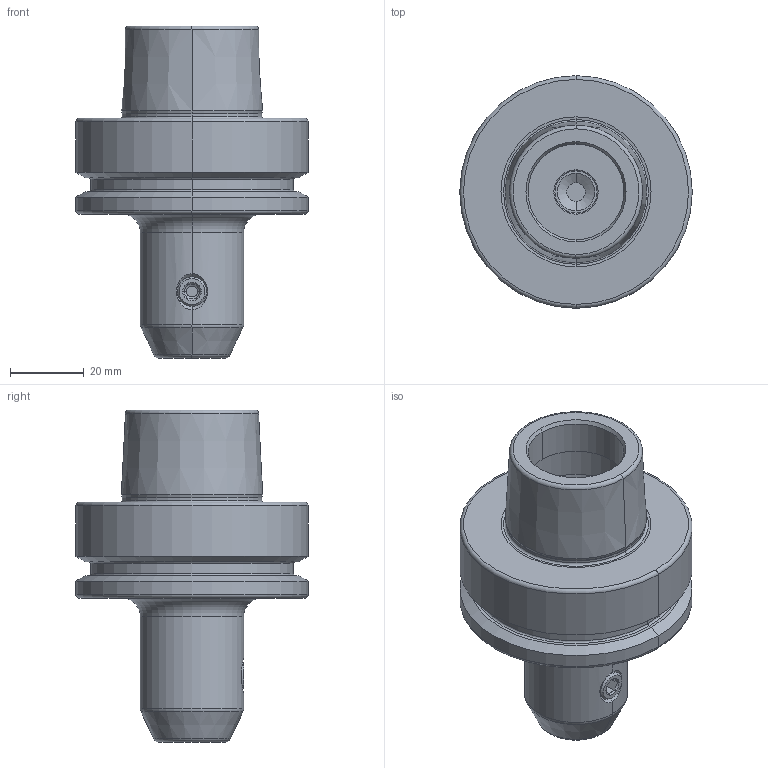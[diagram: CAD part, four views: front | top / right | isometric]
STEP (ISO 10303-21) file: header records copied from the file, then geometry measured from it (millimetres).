
FILE_DESCRIPTION((''),'2;1');
FILE_NAME('F63_04_08','2020-08-26T',('103090'),(''),'CREO PARAMETRIC BY PTC INC, 2016260','CREO PARAMETRIC BY PTC INC, 2016260','');
FILE_SCHEMA(('CONFIG_CONTROL_DESIGN'));
Length unit declared in the file: millimetre
Products named in the file (1): F63_04_08
Bounding box: 63 x 63 x 90 mm (x, y, z)
Volume: 102820.7 mm3; surface area: 22401.4 mm2
Topology: 1 solids, 1 shells, 101 faces, 210 edges, 120 vertices
Faces by surface type: torus 28, cone 28, cylinder 26, plane 19
Entity records: 2828 total; most frequent: CARTESIAN_POINT 568, DIRECTION 534, ORIENTED_EDGE 420, AXIS2_PLACEMENT_3D 236, EDGE_CURVE 210, CIRCLE 132, VERTEX_POINT 120, EDGE_LOOP 110
